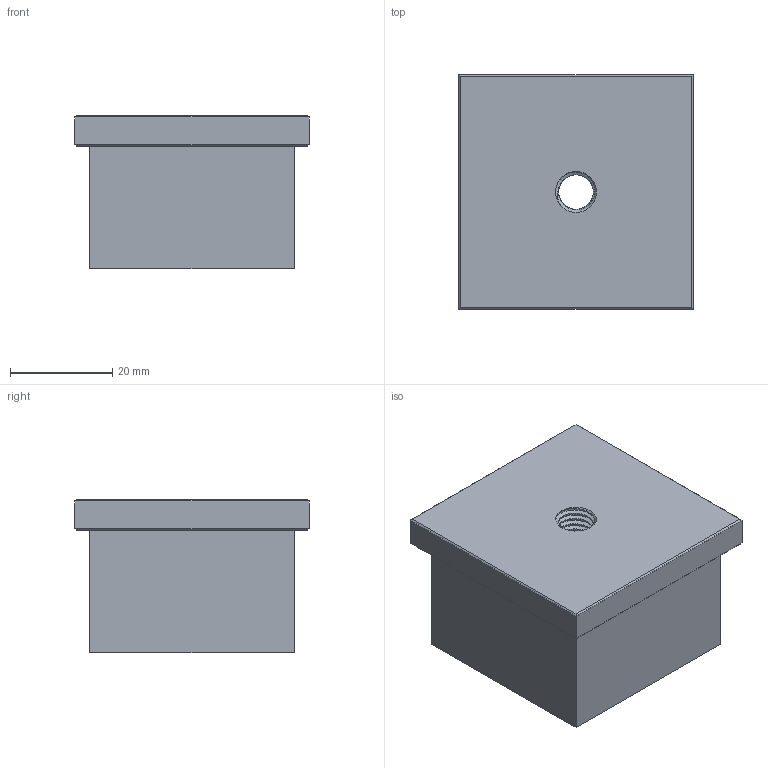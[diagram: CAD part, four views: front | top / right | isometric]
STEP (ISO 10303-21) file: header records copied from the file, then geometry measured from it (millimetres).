
FILE_DESCRIPTION(/* description */ (''),/* implementation_level */ '2;1');
FILE_NAME(/* name */ '2142_Cosch_Edelstahltechnik.stp',/* time_stamp */ '2018-11-17T18:05:53+01:00',/* author */ (''),/* organization */ (''),/* preprocessor_version */ 'ST-DEVELOPER v16',/* originating_system */ 'SIEMENS PLM Software NX 11.0',/* authorisation */ '');
FILE_SCHEMA (('AUTOMOTIVE_DESIGN { 1 0 10303 214 3 1 1 1 }'));
Length unit declared in the file: millimetre
Products named in the file (1): Goge239860DCck85
Bounding box: 46 x 46 x 30 mm (x, y, z)
Volume: 16138.8 mm3; surface area: 13323.7 mm2
Topology: 1 solids, 1 shells, 35 faces, 81 edges, 52 vertices
Faces by surface type: plane 26, cone 4, cylinder 3, bspline 2
Full cylindrical faces by diameter (mm): 11 x1
Entity records: 3144 total; most frequent: CARTESIAN_POINT 2337, DIRECTION 147, ORIENTED_EDGE 146, EDGE_CURVE 73, LINE 55, VECTOR 55, VERTEX_POINT 47, AXIS2_PLACEMENT_3D 46
